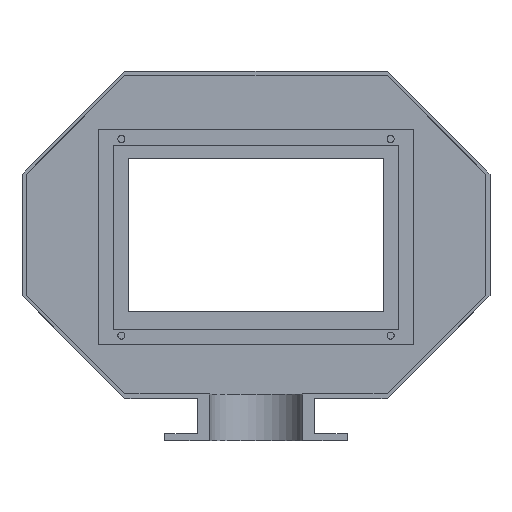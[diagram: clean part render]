
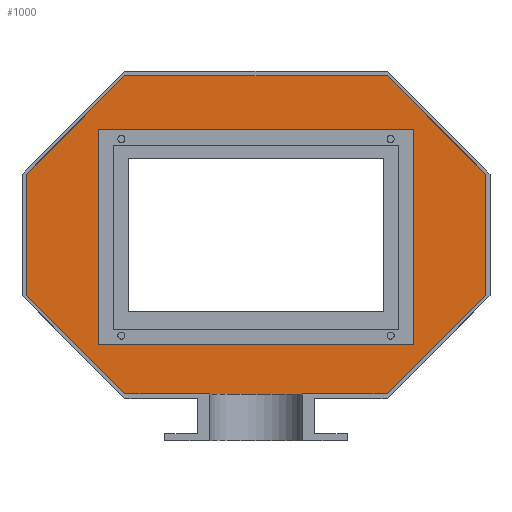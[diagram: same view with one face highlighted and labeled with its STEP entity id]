
A CAD part, top view. The second image highlights one B-rep face of the part: STEP entity #1000.
In plain terms, the highlighted planar face has unit normal (0, 0, 1).
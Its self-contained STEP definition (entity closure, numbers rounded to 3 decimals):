
#28=FACE_BOUND('',#171,.T.);
#49=PLANE('',#1086);
#103=FACE_OUTER_BOUND('',#170,.T.);
#170=EDGE_LOOP('',(#814,#815,#816,#817,#818,#819,#820,#821));
#171=EDGE_LOOP('',(#822,#823,#824,#825));
#251=LINE('',#1522,#371);
#255=LINE('',#1530,#375);
#258=LINE('',#1536,#378);
#261=LINE('',#1541,#381);
#263=LINE('',#1547,#383);
#264=LINE('',#1549,#384);
#265=LINE('',#1551,#385);
#266=LINE('',#1553,#386);
#267=LINE('',#1555,#387);
#268=LINE('',#1557,#388);
#269=LINE('',#1559,#389);
#270=LINE('',#1560,#390);
#371=VECTOR('',#1248,10.);
#375=VECTOR('',#1254,10.);
#378=VECTOR('',#1259,10.);
#381=VECTOR('',#1264,10.);
#383=VECTOR('',#1270,10.);
#384=VECTOR('',#1271,10.);
#385=VECTOR('',#1272,10.);
#386=VECTOR('',#1273,10.);
#387=VECTOR('',#1274,10.);
#388=VECTOR('',#1275,10.);
#389=VECTOR('',#1276,10.);
#390=VECTOR('',#1277,10.);
#506=VERTEX_POINT('',#1520);
#507=VERTEX_POINT('',#1521);
#510=VERTEX_POINT('',#1529);
#512=VERTEX_POINT('',#1535);
#514=VERTEX_POINT('',#1545);
#515=VERTEX_POINT('',#1546);
#516=VERTEX_POINT('',#1548);
#517=VERTEX_POINT('',#1550);
#518=VERTEX_POINT('',#1552);
#519=VERTEX_POINT('',#1554);
#520=VERTEX_POINT('',#1556);
#521=VERTEX_POINT('',#1558);
#619=EDGE_CURVE('',#506,#507,#251,.T.);
#623=EDGE_CURVE('',#507,#510,#255,.T.);
#626=EDGE_CURVE('',#510,#512,#258,.T.);
#629=EDGE_CURVE('',#512,#506,#261,.T.);
#631=EDGE_CURVE('',#514,#515,#263,.T.);
#632=EDGE_CURVE('',#515,#516,#264,.T.);
#633=EDGE_CURVE('',#516,#517,#265,.T.);
#634=EDGE_CURVE('',#517,#518,#266,.T.);
#635=EDGE_CURVE('',#518,#519,#267,.T.);
#636=EDGE_CURVE('',#519,#520,#268,.T.);
#637=EDGE_CURVE('',#520,#521,#269,.T.);
#638=EDGE_CURVE('',#521,#514,#270,.T.);
#814=ORIENTED_EDGE('',*,*,#631,.T.);
#815=ORIENTED_EDGE('',*,*,#632,.T.);
#816=ORIENTED_EDGE('',*,*,#633,.T.);
#817=ORIENTED_EDGE('',*,*,#634,.T.);
#818=ORIENTED_EDGE('',*,*,#635,.T.);
#819=ORIENTED_EDGE('',*,*,#636,.T.);
#820=ORIENTED_EDGE('',*,*,#637,.T.);
#821=ORIENTED_EDGE('',*,*,#638,.T.);
#822=ORIENTED_EDGE('',*,*,#619,.T.);
#823=ORIENTED_EDGE('',*,*,#623,.T.);
#824=ORIENTED_EDGE('',*,*,#626,.T.);
#825=ORIENTED_EDGE('',*,*,#629,.T.);
#1000=ADVANCED_FACE('',(#103,#28),#49,.T.);
#1086=AXIS2_PLACEMENT_3D('',#1544,#1268,#1269);
#1248=DIRECTION('',(1.,0.,0.));
#1254=DIRECTION('',(0.,-1.,0.));
#1259=DIRECTION('',(-1.,0.,0.));
#1264=DIRECTION('',(0.,1.,0.));
#1268=DIRECTION('center_axis',(0.,0.,1.));
#1269=DIRECTION('ref_axis',(1.,0.,0.));
#1270=DIRECTION('',(0.,-1.,0.));
#1271=DIRECTION('',(0.707,-0.707,0.));
#1272=DIRECTION('',(1.,0.,0.));
#1273=DIRECTION('',(0.707,0.707,0.));
#1274=DIRECTION('',(0.,1.,0.));
#1275=DIRECTION('',(-0.707,0.707,0.));
#1276=DIRECTION('',(-1.,0.,0.));
#1277=DIRECTION('',(-0.707,-0.707,0.));
#1520=CARTESIAN_POINT('',(32.5,115.,1.));
#1521=CARTESIAN_POINT('',(167.5,115.,1.));
#1522=CARTESIAN_POINT('',(133.75,115.,1.));
#1529=CARTESIAN_POINT('',(167.5,23.,1.));
#1530=CARTESIAN_POINT('',(167.5,46.5,1.));
#1535=CARTESIAN_POINT('',(32.5,23.,1.));
#1536=CARTESIAN_POINT('',(66.25,23.,1.));
#1541=CARTESIAN_POINT('',(32.5,92.5,1.));
#1544=CARTESIAN_POINT('Origin',(100.,70.,1.));
#1545=CARTESIAN_POINT('',(2.,96.,1.));
#1546=CARTESIAN_POINT('',(2.,44.,1.));
#1547=CARTESIAN_POINT('',(2.,57.,1.));
#1548=CARTESIAN_POINT('',(44.,2.,1.));
#1549=CARTESIAN_POINT('',(41.,5.,1.));
#1550=CARTESIAN_POINT('',(156.,2.,1.));
#1551=CARTESIAN_POINT('',(128.,2.,1.));
#1552=CARTESIAN_POINT('',(198.,44.,1.));
#1553=CARTESIAN_POINT('',(180.,26.,1.));
#1554=CARTESIAN_POINT('',(198.,96.,1.));
#1555=CARTESIAN_POINT('',(198.,83.,1.));
#1556=CARTESIAN_POINT('',(156.,138.,1.));
#1557=CARTESIAN_POINT('',(159.,135.,1.));
#1558=CARTESIAN_POINT('',(44.,138.,1.));
#1559=CARTESIAN_POINT('',(72.,138.,1.));
#1560=CARTESIAN_POINT('',(20.,114.,1.));
